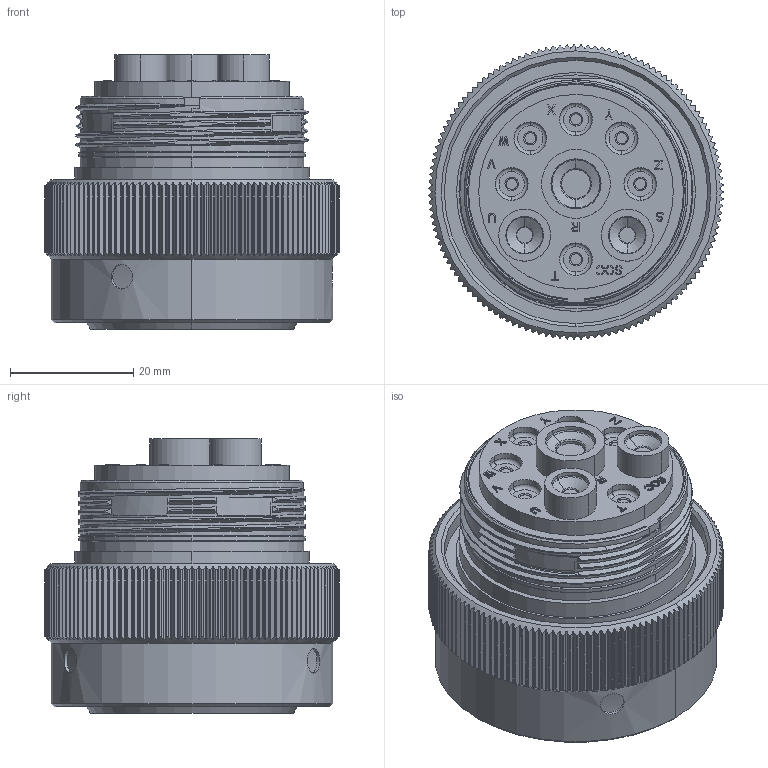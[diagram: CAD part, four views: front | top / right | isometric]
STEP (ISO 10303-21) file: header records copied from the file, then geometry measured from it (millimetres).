
FILE_DESCRIPTION((''),'2;1');
FILE_NAME('C-AHDM06-24-09PR_3D','2018-10-13T',('Administrator'),(''),'PRO/ENGINEER BY PARAMETRIC TECHNOLOGY CORPORATION, 2016360','PRO/ENGINEER BY PARAMETRIC TECHNOLOGY CORPORATION, 2016360','');
FILE_SCHEMA(('CONFIG_CONTROL_DESIGN'));
Length unit declared in the file: millimetre
Products named in the file (1): C-AHDM06-24-09PR_3D
Bounding box: 47.79 x 47.8 x 44.52 mm (x, y, z)
Volume: 44937.2 mm3; surface area: 15728.9 mm2
Topology: 1 solids, 1 shells, 1347 faces, 3847 edges, 2580 vertices
Faces by surface type: plane 867, cylinder 375, cone 42, torus 36, bspline 22, extrusion 5
Entity records: 49998 total; most frequent: CARTESIAN_POINT 16813, ORIENTED_EDGE 7694, DIRECTION 5674, EDGE_CURVE 3847, VERTEX_POINT 2580, VECTOR 2222, LINE 2217, AXIS2_PLACEMENT_3D 1726
